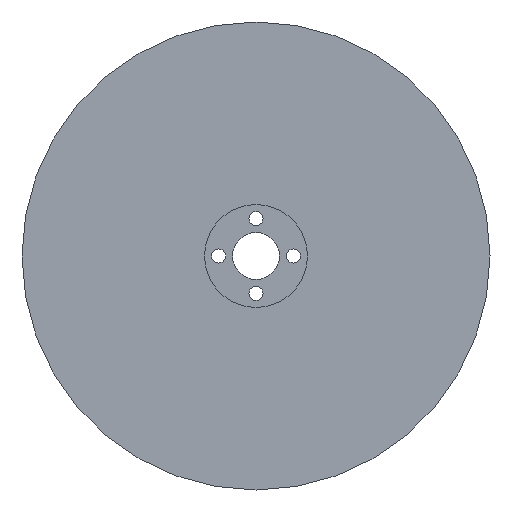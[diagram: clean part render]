
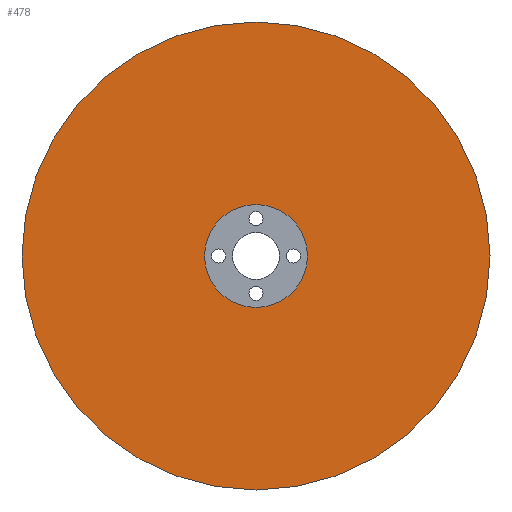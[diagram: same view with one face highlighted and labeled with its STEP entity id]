
A CAD part, front view. The second image highlights one B-rep face of the part: STEP entity #478.
In plain terms, the highlighted planar face has unit normal (0, -1, 0).
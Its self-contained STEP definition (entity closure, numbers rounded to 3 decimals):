
#36=CIRCLE('',#517,11.);
#50=CIRCLE('',#540,50.);
#72=FACE_BOUND('',#146,.T.);
#98=FACE_OUTER_BOUND('',#145,.T.);
#145=EDGE_LOOP('',(#437));
#146=EDGE_LOOP('',(#438));
#244=VERTEX_POINT('',#759);
#258=VERTEX_POINT('',#803);
#296=EDGE_CURVE('',#244,#244,#36,.T.);
#318=EDGE_CURVE('',#258,#258,#50,.T.);
#437=ORIENTED_EDGE('',*,*,#318,.F.);
#438=ORIENTED_EDGE('',*,*,#296,.T.);
#452=PLANE('',#542);
#478=ADVANCED_FACE('',(#98,#72),#452,.F.);
#517=AXIS2_PLACEMENT_3D('',#760,#621,#622);
#540=AXIS2_PLACEMENT_3D('',#805,#675,#676);
#542=AXIS2_PLACEMENT_3D('',#807,#679,#680);
#621=DIRECTION('center_axis',(0.,1.,0.));
#622=DIRECTION('ref_axis',(1.,0.,0.));
#675=DIRECTION('center_axis',(0.,1.,0.));
#676=DIRECTION('ref_axis',(1.,0.,0.));
#679=DIRECTION('center_axis',(0.,1.,0.));
#680=DIRECTION('ref_axis',(1.,0.,0.));
#759=CARTESIAN_POINT('',(-11.,0.,0.));
#760=CARTESIAN_POINT('Origin',(0.,0.,0.));
#803=CARTESIAN_POINT('',(-50.,0.,0.));
#805=CARTESIAN_POINT('Origin',(0.,0.,0.));
#807=CARTESIAN_POINT('Origin',(0.,0.,0.));
